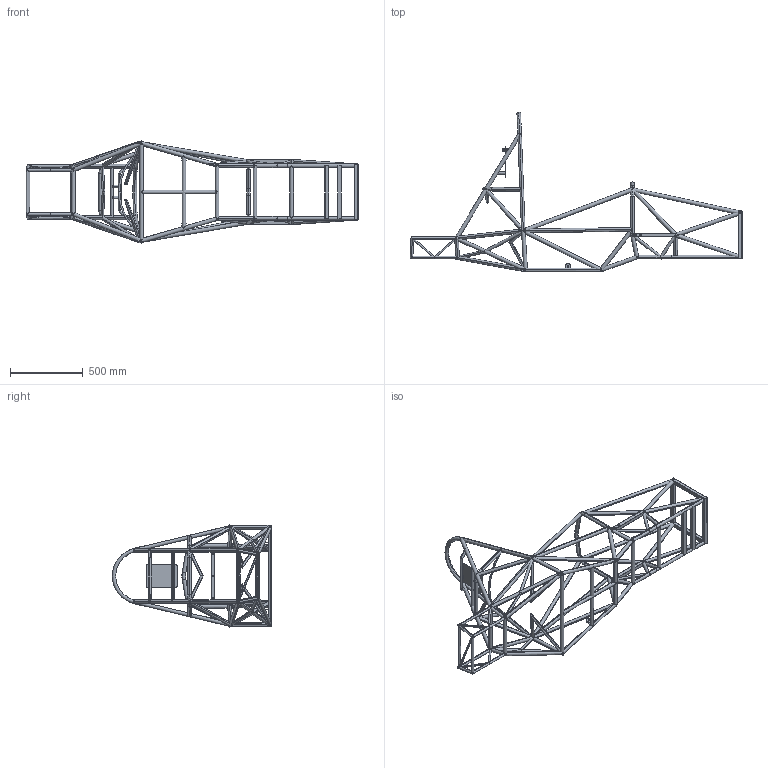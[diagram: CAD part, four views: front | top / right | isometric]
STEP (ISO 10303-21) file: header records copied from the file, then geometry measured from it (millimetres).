
FILE_DESCRIPTION (( 'STEP AP203' ), '1' );
FILE_NAME ('Frame (1).STEP', '2024-03-19T20:39:30', ( '' ), ( '' ), 'SwSTEP 2.0', 'SolidWorks 2022', '' );
FILE_SCHEMA (( 'CONFIG_CONTROL_DESIGN' ));
Length unit declared in the file: inch
Products named in the file (1): Frame (1)
Bounding box: 2289.63 x 1101.51 x 703.5 mm (x, y, z)
Volume: 4442450.2 mm3; surface area: 5321034.3 mm2
Topology: 115 solids, 115 shells, 950 faces, 2273 edges, 1532 vertices
Faces by surface type: cylinder 647, plane 271, torus 32
Entity records: 33620 total; most frequent: CARTESIAN_POINT 12555, ORIENTED_EDGE 4546, DIRECTION 4007, EDGE_CURVE 2273, AXIS2_PLACEMENT_3D 1587, VERTEX_POINT 1532, EDGE_LOOP 1219, ADVANCED_FACE 950
